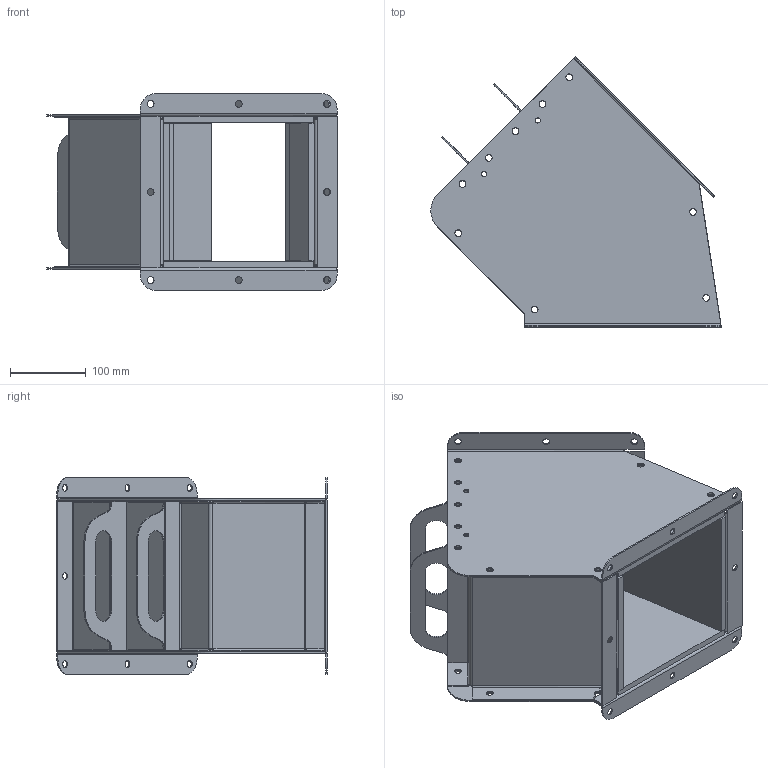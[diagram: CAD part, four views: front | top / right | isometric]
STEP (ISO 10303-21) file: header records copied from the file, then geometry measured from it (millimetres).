
FILE_DESCRIPTION(/* description */ (''),/* implementation_level */ '2;1');
FILE_NAME(/* name */ '4018020015664-APS-Getreidebremse, Ø200x2-45°;oÜ.stp',/* time_stamp */ '2014-12-19T11:49:32+01:00',/* author */ ('RJahn'),/* organization */ (''),/* preprocessor_version */ 'ST-DEVELOPER v15.6',/* originating_system */ 'Autodesk Inventor 2015',/* authorisation */ '');
FILE_SCHEMA (('AUTOMOTIVE_DESIGN { 1 0 10303 214 3 1 1 }'));
Length unit declared in the file: millimetre
Products named in the file (15): Seitenteil l Versuch 2; Rücken Versuch 2; Vorderblech Versuch 2; Seitenteil l Versuch 2_MIR; Deckel; Abdeckung; Auskleidung; Auskleidung 2; Auskleidung 3; Auskleidung 5; Auskleidung 6; Auskleidung 4; Auskleidung 7; Auskleidung 8; Baugruppe1
Assembly tree (15 placements, depth 2):
  Baugruppe1
    Seitenteil l Versuch 2
    Rücken Versuch 2
    Vorderblech Versuch 2
    Seitenteil l Versuch 2_MIR
    Deckel
    Abdeckung
    Auskleidung  x2
    Auskleidung 2
    Auskleidung 3
    Auskleidung 5
    Auskleidung 6
    Auskleidung 4
    Auskleidung 7
    Auskleidung 8
Bounding box: 383.63 x 357.28 x 260 mm (x, y, z)
Volume: 2877484.3 mm3; surface area: 1410605.6 mm2
Topology: 15 solids, 15 shells, 476 faces, 1121 edges, 678 vertices
Faces by surface type: plane 316, cylinder 152, bspline 8
Full cylindrical faces by diameter (mm): 7 x4, 9 x50
Entity records: 13779 total; most frequent: CARTESIAN_POINT 2639, DIRECTION 2277, ORIENTED_EDGE 2086, EDGE_CURVE 1043, AXIS2_PLACEMENT_3D 786, LINE 705, VECTOR 705, VERTEX_POINT 658
